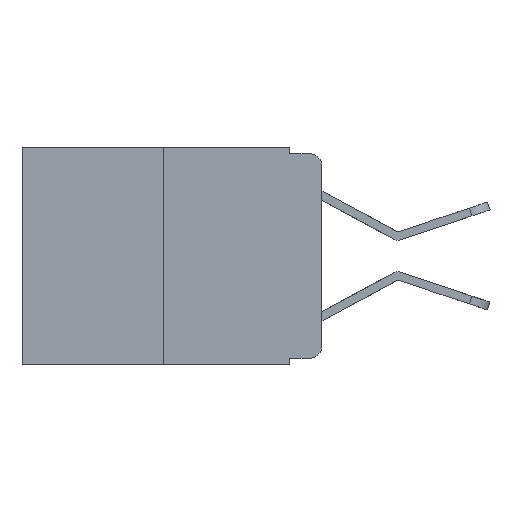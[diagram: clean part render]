
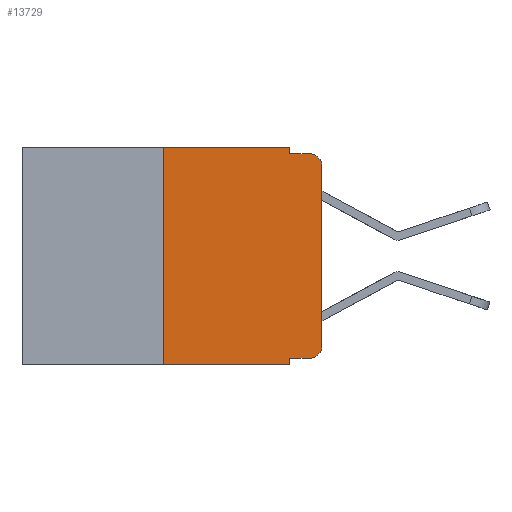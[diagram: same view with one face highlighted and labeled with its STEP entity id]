
A CAD part, left-side view. The second image highlights one B-rep face of the part: STEP entity #13729.
In plain terms, the highlighted planar face has unit normal (-1, 0, 0).
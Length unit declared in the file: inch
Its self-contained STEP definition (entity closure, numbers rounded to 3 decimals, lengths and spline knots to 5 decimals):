
#220 = ORIENTED_EDGE ( 'NONE', *, *, #11791, .F. ) ;
#257 = ORIENTED_EDGE ( 'NONE', *, *, #8169, .T. ) ;
#304 = ORIENTED_EDGE ( 'NONE', *, *, #8963, .T. ) ;
#490 = VERTEX_POINT ( 'NONE', #10291 ) ;
#500 = ORIENTED_EDGE ( 'NONE', *, *, #10775, .T. ) ;
#538 = CARTESIAN_POINT ( 'NONE',  ( 0., 0.473, 0. ) ) ;
#710 = CARTESIAN_POINT ( 'NONE',  ( 0., 0.25, 0. ) ) ;
#825 = VERTEX_POINT ( 'NONE', #1289 ) ;
#942 = FACE_OUTER_BOUND ( 'NONE', #7479, .T. ) ;
#1289 = CARTESIAN_POINT ( 'NONE',  ( 0., 0.051, -0.343 ) ) ;
#1432 = EDGE_CURVE ( 'NONE', #9740, #3496, #3801, .T. ) ;
#1504 = LINE ( 'NONE', #10692, #10441 ) ;
#1592 = ORIENTED_EDGE ( 'NONE', *, *, #9281, .F. ) ;
#1664 = VECTOR ( 'NONE', #7224, 39.37008 ) ;
#2244 = ORIENTED_EDGE ( 'NONE', *, *, #4527, .F. ) ;
#2342 = LINE ( 'NONE', #7357, #8164 ) ;
#2675 = ORIENTED_EDGE ( 'NONE', *, *, #10489, .F. ) ;
#2727 = CARTESIAN_POINT ( 'NONE',  ( 0., 0.25, 0. ) ) ;
#2757 = CARTESIAN_POINT ( 'NONE',  ( 0., 0.473, 0. ) ) ;
#2858 = VERTEX_POINT ( 'NONE', #10365 ) ;
#3262 = AXIS2_PLACEMENT_3D ( 'NONE', #8256, #6915, #12533 ) ;
#3395 = CARTESIAN_POINT ( 'NONE',  ( 0., 0., 0. ) ) ;
#3496 = VERTEX_POINT ( 'NONE', #8144 ) ;
#3801 = CIRCLE ( 'NONE', #3262, 0.02 ) ;
#4320 = DIRECTION ( 'NONE',  ( -1., 0., 0. ) ) ;
#4527 = EDGE_CURVE ( 'NONE', #12021, #490, #14672, .T. ) ;
#4561 = CARTESIAN_POINT ( 'NONE',  ( 0., 0., -0.03 ) ) ;
#4579 = LINE ( 'NONE', #14356, #13303 ) ;
#4796 = VERTEX_POINT ( 'NONE', #8114 ) ;
#5119 = DIRECTION ( 'NONE',  ( 0., 0., -1. ) ) ;
#5408 = EDGE_CURVE ( 'NONE', #7609, #9740, #12859, .T. ) ;
#5501 = VECTOR ( 'NONE', #8284, 39.37008 ) ;
#5790 = DIRECTION ( 'NONE',  ( 0., 0., 1. ) ) ;
#5856 = CARTESIAN_POINT ( 'NONE',  ( 0., 0.25, -0.343 ) ) ;
#6852 = VECTOR ( 'NONE', #5790, 39.37008 ) ;
#6915 = DIRECTION ( 'NONE',  ( -1., 0., 0. ) ) ;
#6935 = AXIS2_PLACEMENT_3D ( 'NONE', #2757, #11966, #5119 ) ;
#7143 = CARTESIAN_POINT ( 'NONE',  ( 0., 0.051, 0. ) ) ;
#7159 = VERTEX_POINT ( 'NONE', #5856 ) ;
#7224 = DIRECTION ( 'NONE',  ( 0., -1., 0. ) ) ;
#7357 = CARTESIAN_POINT ( 'NONE',  ( 0., 0.051, 0. ) ) ;
#7479 = EDGE_LOOP ( 'NONE', ( #11548, #13826, #1592, #2675, #2244, #12898, #257, #220, #500, #304 ) ) ;
#7609 = VERTEX_POINT ( 'NONE', #9722 ) ;
#7893 = LINE ( 'NONE', #14007, #1664 ) ;
#8114 = CARTESIAN_POINT ( 'NONE',  ( 0., 0.02, -0.333 ) ) ;
#8144 = CARTESIAN_POINT ( 'NONE',  ( 0., 0.02, -0.01 ) ) ;
#8164 = VECTOR ( 'NONE', #10792, 39.37008 ) ;
#8169 = EDGE_CURVE ( 'NONE', #7159, #825, #1504, .T. ) ;
#8256 = CARTESIAN_POINT ( 'NONE',  ( 0., 0.02, -0.03 ) ) ;
#8284 = DIRECTION ( 'NONE',  ( 0., 0., -1. ) ) ;
#8783 = DIRECTION ( 'NONE',  ( 0., -1., 0. ) ) ;
#8963 = EDGE_CURVE ( 'NONE', #4796, #7609, #9513, .T. ) ;
#9281 = EDGE_CURVE ( 'NONE', #12433, #3496, #7893, .T. ) ;
#9513 = CIRCLE ( 'NONE', #14500, 0.02 ) ;
#9722 = CARTESIAN_POINT ( 'NONE',  ( 0., 0., -0.313 ) ) ;
#9740 = VERTEX_POINT ( 'NONE', #4561 ) ;
#10291 = CARTESIAN_POINT ( 'NONE',  ( 0., 0.051, 0. ) ) ;
#10365 = CARTESIAN_POINT ( 'NONE',  ( 0., 0.051, -0.333 ) ) ;
#10441 = VECTOR ( 'NONE', #13996, 39.37008 ) ;
#10489 = EDGE_CURVE ( 'NONE', #490, #12433, #11574, .T. ) ;
#10692 = CARTESIAN_POINT ( 'NONE',  ( 0., 0.473, -0.343 ) ) ;
#10738 = CARTESIAN_POINT ( 'NONE',  ( 0., 0.051, -0.01 ) ) ;
#10775 = EDGE_CURVE ( 'NONE', #2858, #4796, #4579, .T. ) ;
#10792 = DIRECTION ( 'NONE',  ( 0., 0., -1. ) ) ;
#10838 = PLANE ( 'NONE',  #6935 ) ;
#10987 = DIRECTION ( 'NONE',  ( 0., -1., 0. ) ) ;
#11001 = VECTOR ( 'NONE', #11947, 39.37008 ) ;
#11191 = CARTESIAN_POINT ( 'NONE',  ( 0., 0.02, -0.313 ) ) ;
#11350 = LINE ( 'NONE', #2727, #11001 ) ;
#11548 = ORIENTED_EDGE ( 'NONE', *, *, #5408, .T. ) ;
#11574 = LINE ( 'NONE', #7143, #5501 ) ;
#11791 = EDGE_CURVE ( 'NONE', #2858, #825, #2342, .T. ) ;
#11947 = DIRECTION ( 'NONE',  ( 0., 0., 1. ) ) ;
#11966 = DIRECTION ( 'NONE',  ( 1., 0., 0. ) ) ;
#12021 = VERTEX_POINT ( 'NONE', #710 ) ;
#12075 = VECTOR ( 'NONE', #10987, 39.37008 ) ;
#12338 = DIRECTION ( 'NONE',  ( 0., 0., -1. ) ) ;
#12433 = VERTEX_POINT ( 'NONE', #10738 ) ;
#12533 = DIRECTION ( 'NONE',  ( 0., 0., -1. ) ) ;
#12859 = LINE ( 'NONE', #3395, #6852 ) ;
#12898 = ORIENTED_EDGE ( 'NONE', *, *, #14756, .F. ) ;
#13303 = VECTOR ( 'NONE', #8783, 39.37008 ) ;
#13729 = ADVANCED_FACE ( 'NONE', ( #942 ), #10838, .F. ) ;
#13826 = ORIENTED_EDGE ( 'NONE', *, *, #1432, .T. ) ;
#13996 = DIRECTION ( 'NONE',  ( 0., -1., 0. ) ) ;
#14007 = CARTESIAN_POINT ( 'NONE',  ( 0., 0.051, -0.01 ) ) ;
#14356 = CARTESIAN_POINT ( 'NONE',  ( 0., 0.051, -0.333 ) ) ;
#14500 = AXIS2_PLACEMENT_3D ( 'NONE', #11191, #4320, #12338 ) ;
#14672 = LINE ( 'NONE', #538, #12075 ) ;
#14756 = EDGE_CURVE ( 'NONE', #7159, #12021, #11350, .T. ) ;
